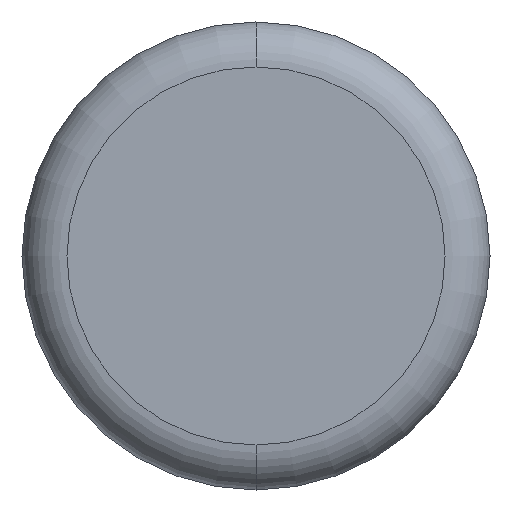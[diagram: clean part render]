
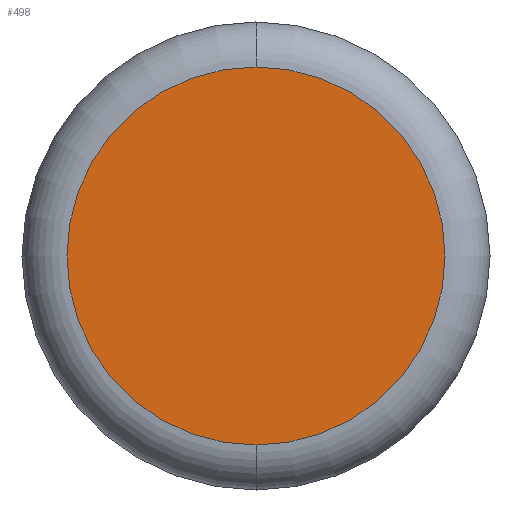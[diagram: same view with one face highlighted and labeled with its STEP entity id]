
A CAD part, front view. The second image highlights one B-rep face of the part: STEP entity #498.
In plain terms, the highlighted planar face has unit normal (0, -1, 0).
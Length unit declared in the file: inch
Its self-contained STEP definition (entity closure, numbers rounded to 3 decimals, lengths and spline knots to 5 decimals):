
#6 = AXIS2_PLACEMENT_3D ( 'NONE', #543, #204, #40 ) ;
#40 = DIRECTION ( 'NONE',  ( 0., 0., -1. ) ) ;
#42 = VERTEX_POINT ( 'NONE', #67 ) ;
#46 = DIRECTION ( 'NONE',  ( 0., -1., 0. ) ) ;
#67 = CARTESIAN_POINT ( 'NONE',  ( 0., 0., 0.12625 ) ) ;
#75 = VERTEX_POINT ( 'NONE', #419 ) ;
#83 = FACE_OUTER_BOUND ( 'NONE', #281, .T. ) ;
#130 = CARTESIAN_POINT ( 'NONE',  ( 0., 0., 0. ) ) ;
#158 = PLANE ( 'NONE',  #547 ) ;
#198 = EDGE_CURVE ( 'NONE', #42, #75, #523, .T. ) ;
#204 = DIRECTION ( 'NONE',  ( 0., -1., 0. ) ) ;
#218 = CARTESIAN_POINT ( 'NONE',  ( 0., 0., 0. ) ) ;
#252 = ORIENTED_EDGE ( 'NONE', *, *, #198, .T. ) ;
#281 = EDGE_LOOP ( 'NONE', ( #516, #252 ) ) ;
#286 = AXIS2_PLACEMENT_3D ( 'NONE', #130, #46, #394 ) ;
#310 = DIRECTION ( 'NONE',  ( 0., 0., -1. ) ) ;
#394 = DIRECTION ( 'NONE',  ( 0., 0., -1. ) ) ;
#414 = EDGE_CURVE ( 'NONE', #75, #42, #452, .T. ) ;
#419 = CARTESIAN_POINT ( 'NONE',  ( 0., 0., -0.12625 ) ) ;
#452 = CIRCLE ( 'NONE', #6, 0.12625 ) ;
#475 = DIRECTION ( 'NONE',  ( 0., -1., 0. ) ) ;
#498 = ADVANCED_FACE ( 'NONE', ( #83 ), #158, .T. ) ;
#516 = ORIENTED_EDGE ( 'NONE', *, *, #414, .T. ) ;
#523 = CIRCLE ( 'NONE', #286, 0.12625 ) ;
#543 = CARTESIAN_POINT ( 'NONE',  ( 0., 0., 0. ) ) ;
#547 = AXIS2_PLACEMENT_3D ( 'NONE', #218, #475, #310 ) ;
